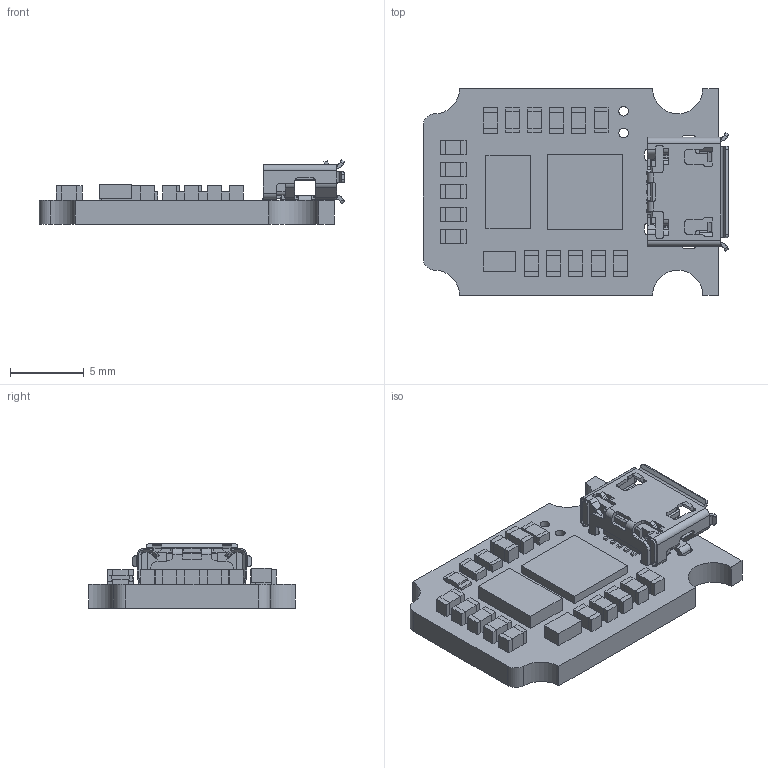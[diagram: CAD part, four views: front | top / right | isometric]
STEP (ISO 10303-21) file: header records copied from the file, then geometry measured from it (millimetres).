
FILE_DESCRIPTION(('Open CASCADE Model'),'2;1');
FILE_NAME('Open CASCADE Shape Model','2021-03-22T15:38:58',('Author'),( 'Open CASCADE'),'Open CASCADE STEP processor 6.8','Open CASCADE 6.8' ,'Unknown');
FILE_SCHEMA(('AUTOMOTIVE_DESIGN { 1 0 10303 214 1 1 1 1 }'));
Length unit declared in the file: millimetre
Products named in the file (46): PCB; Board; Open CASCADE STEP translator 6.8 4.1.1; FB2; 6587998560; Extruded; 6587998240; C10; J1; 10118194c; U3; 6249225632; U2; 6587071952; U1; 6587072432; R7; 6587991760; 6587991520; R6; R3; FB1; 6587997680; 6587997120; D1; 6587992960; 6587992640; C9; C8; C7; C6; C5; C4; C3; C2; C1
Assembly tree (85 placements, depth 4):
  PCB
    Board
      Open CASCADE STEP translator 6.8 4.1.1
    FB2
      6587998560
        Extruded
      6587998240  x2
        Extruded
    C10
      6587998240  x2
        Extruded
      6587998560
        Extruded
    J1
      10118194c
    U3
      6249225632
        Extruded
    U2
      6587071952
        Extruded
    U1
      6587072432
        Extruded
    R7
      6587991760  x2
        Extruded
      6587991520
        Extruded
    R6
      6587991760  x2
        Extruded
      6587991520
        Extruded
    R3
      6587991760  x2
        Extruded
      6587991520
        Extruded
    FB1
      6587997680  x2
        Extruded
      6587997120
        Extruded
    D1
      6587992960
        Extruded
      6587992640  x2
        Extruded
    C9
      6587998240  x2
        Extruded
      6587998560
        Extruded
    C8
      6587998240  x2
        Extruded
      6587998560
        Extruded
    C7
Bounding box: 20.7 x 14 x 4.38 mm (x, y, z)
Volume: 519.5 mm3; surface area: 1232.8 mm2
Topology: 53 solids, 53 shells, 1099 faces, 2864 edges, 1858 vertices
Faces by surface type: plane 796, cylinder 266, bspline 11, extrusion 10, cone 8, torus 4, sphere 4
Full cylindrical faces by diameter (mm): 0.65 x2
Entity records: 30129 total; most frequent: CARTESIAN_POINT 6795, ORIENTED_EDGE 4756, DIRECTION 4620, EDGE_CURVE 2378, VECTOR 1760, LINE 1750, VERTEX_POINT 1538, AXIS2_PLACEMENT_3D 1430
